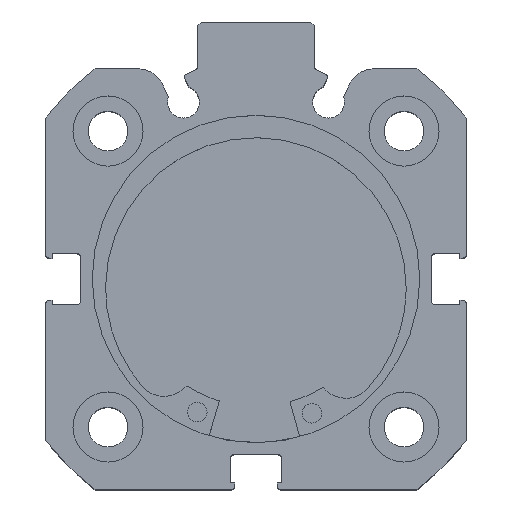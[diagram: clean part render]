
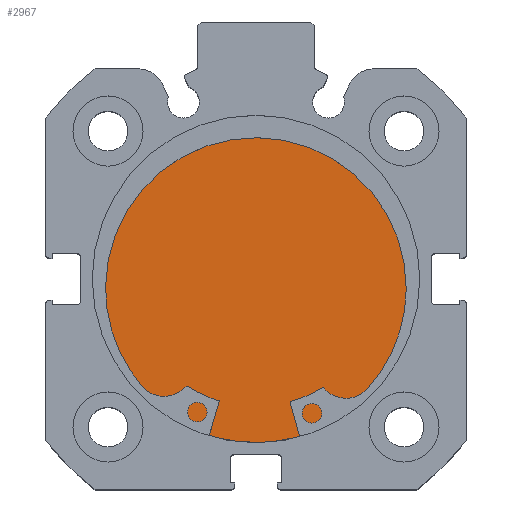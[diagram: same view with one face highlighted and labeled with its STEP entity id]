
A CAD part, top view. The second image highlights one B-rep face of the part: STEP entity #2967.
In plain terms, the highlighted face is planar.
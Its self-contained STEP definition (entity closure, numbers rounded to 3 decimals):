
#46 = AXIS2_PLACEMENT_3D ( 'NONE', #3713, #3708, #3706 ) ;
#134 = CARTESIAN_POINT ( 'NONE',  ( 8.5, 0., -21. ) ) ;
#220 = CARTESIAN_POINT ( 'NONE',  ( 8.5, 0., 21. ) ) ;
#783 = DIRECTION ( 'NONE',  ( 0., 0., 1. ) ) ;
#784 = DIRECTION ( 'NONE',  ( -1., 0., 0. ) ) ;
#787 = CARTESIAN_POINT ( 'NONE',  ( 8.5, 0., 0. ) ) ;
#815 = DIRECTION ( 'NONE',  ( 0., 0., 1. ) ) ;
#817 = DIRECTION ( 'NONE',  ( -1., 0., 0. ) ) ;
#819 = CARTESIAN_POINT ( 'NONE',  ( 8.5, 0., 0. ) ) ;
#2237 = AXIS2_PLACEMENT_3D ( 'NONE', #819, #817, #815 ) ;
#2258 = AXIS2_PLACEMENT_3D ( 'NONE', #787, #784, #783 ) ;
#2967 = ADVANCED_FACE ( 'NONE', ( #6068 ), #3712, .F. ) ;
#3706 = DIRECTION ( 'NONE',  ( 0., 0., 1. ) ) ;
#3708 = DIRECTION ( 'NONE',  ( -1., 0., 0. ) ) ;
#3712 = PLANE ( 'NONE',  #46 ) ;
#3713 = CARTESIAN_POINT ( 'NONE',  ( 8.5, 21., 0. ) ) ;
#4344 = CIRCLE ( 'NONE', #2237, 21. ) ;
#4351 = CIRCLE ( 'NONE', #2258, 21. ) ;
#4694 = EDGE_CURVE ( 'NONE', #4927, #4988, #4344, .T. ) ;
#4702 = EDGE_CURVE ( 'NONE', #4988, #4927, #4351, .T. ) ;
#4927 = VERTEX_POINT ( 'NONE', #220 ) ;
#4988 = VERTEX_POINT ( 'NONE', #134 ) ;
#5520 = ORIENTED_EDGE ( 'NONE', *, *, #4702, .F. ) ;
#5522 = ORIENTED_EDGE ( 'NONE', *, *, #4694, .F. ) ;
#5773 = EDGE_LOOP ( 'NONE', ( #5522, #5520 ) ) ;
#6068 = FACE_OUTER_BOUND ( 'NONE', #5773, .T. ) ;
